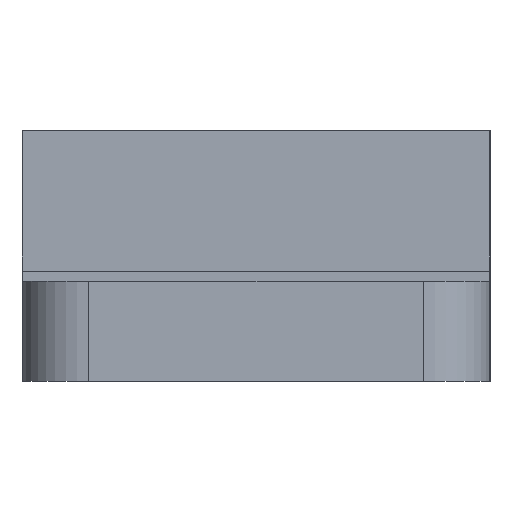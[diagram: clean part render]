
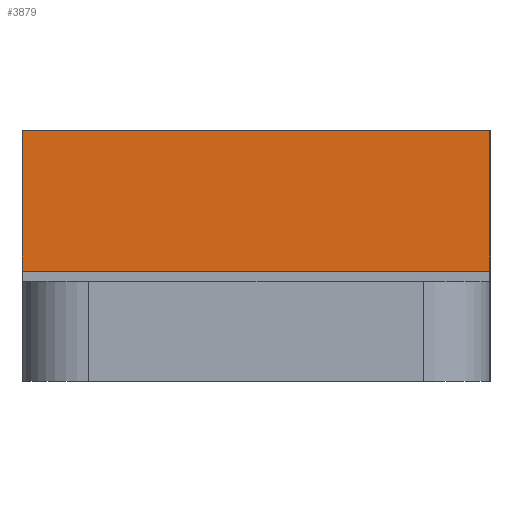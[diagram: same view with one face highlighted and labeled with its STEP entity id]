
A CAD part, left-side view. The second image highlights one B-rep face of the part: STEP entity #3879.
In plain terms, the highlighted planar face has unit normal (-1, 0, 0).
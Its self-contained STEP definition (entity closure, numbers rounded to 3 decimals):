
#170 = PLANE('',#171);
#171 = AXIS2_PLACEMENT_3D('',#172,#173,#174);
#172 = CARTESIAN_POINT('',(22.971,7.,2.474));
#173 = DIRECTION('',(0.,1.,0.));
#174 = DIRECTION('',(0.,0.,1.));
#249 = PLANE('',#250);
#250 = AXIS2_PLACEMENT_3D('',#251,#252,#253);
#251 = CARTESIAN_POINT('',(22.971,-7.,2.474));
#252 = DIRECTION('',(0.,1.,0.));
#253 = DIRECTION('',(1.,0.,0.));
#790 = VERTEX_POINT('',#791);
#791 = CARTESIAN_POINT('',(9.5,7.,3.3));
#805 = PLANE('',#806);
#806 = AXIS2_PLACEMENT_3D('',#807,#808,#809);
#807 = CARTESIAN_POINT('',(7.,7.,3.3));
#808 = DIRECTION('',(0.,0.,1.));
#809 = DIRECTION('',(1.,0.,0.));
#817 = EDGE_CURVE('',#790,#818,#820,.T.);
#818 = VERTEX_POINT('',#819);
#819 = CARTESIAN_POINT('',(9.5,7.,7.5));
#820 = SURFACE_CURVE('',#821,(#825,#832),.PCURVE_S1.);
#821 = LINE('',#822,#823);
#822 = CARTESIAN_POINT('',(9.5,7.,3.3));
#823 = VECTOR('',#824,1.);
#824 = DIRECTION('',(0.,0.,1.));
#825 = PCURVE('',#170,#826);
#826 = DEFINITIONAL_REPRESENTATION('',(#827),#831);
#827 = LINE('',#828,#829);
#828 = CARTESIAN_POINT('',(0.826,-13.471));
#829 = VECTOR('',#830,1.);
#830 = DIRECTION('',(1.,0.));
#831 = ( GEOMETRIC_REPRESENTATION_CONTEXT(2) 
PARAMETRIC_REPRESENTATION_CONTEXT() REPRESENTATION_CONTEXT('2D SPACE',''
  ) );
#832 = PCURVE('',#833,#838);
#833 = PLANE('',#834);
#834 = AXIS2_PLACEMENT_3D('',#835,#836,#837);
#835 = CARTESIAN_POINT('',(9.5,7.,3.3));
#836 = DIRECTION('',(-1.,0.,0.));
#837 = DIRECTION('',(0.,0.,1.));
#838 = DEFINITIONAL_REPRESENTATION('',(#839),#843);
#839 = LINE('',#840,#841);
#840 = CARTESIAN_POINT('',(0.,0.));
#841 = VECTOR('',#842,1.);
#842 = DIRECTION('',(1.,0.));
#843 = ( GEOMETRIC_REPRESENTATION_CONTEXT(2) 
PARAMETRIC_REPRESENTATION_CONTEXT() REPRESENTATION_CONTEXT('2D SPACE',''
  ) );
#861 = PLANE('',#862);
#862 = AXIS2_PLACEMENT_3D('',#863,#864,#865);
#863 = CARTESIAN_POINT('',(9.5,7.,7.5));
#864 = DIRECTION('',(0.,0.,1.));
#865 = DIRECTION('',(1.,0.,0.));
#2184 = VERTEX_POINT('',#2185);
#2185 = CARTESIAN_POINT('',(9.5,-7.,3.3));
#2206 = EDGE_CURVE('',#2184,#2207,#2209,.T.);
#2207 = VERTEX_POINT('',#2208);
#2208 = CARTESIAN_POINT('',(9.5,-7.,7.5));
#2209 = SURFACE_CURVE('',#2210,(#2214,#2221),.PCURVE_S1.);
#2210 = LINE('',#2211,#2212);
#2211 = CARTESIAN_POINT('',(9.5,-7.,3.3));
#2212 = VECTOR('',#2213,1.);
#2213 = DIRECTION('',(0.,0.,1.));
#2214 = PCURVE('',#249,#2215);
#2215 = DEFINITIONAL_REPRESENTATION('',(#2216),#2220);
#2216 = LINE('',#2217,#2218);
#2217 = CARTESIAN_POINT('',(-13.471,-0.826));
#2218 = VECTOR('',#2219,1.);
#2219 = DIRECTION('',(0.,-1.));
#2220 = ( GEOMETRIC_REPRESENTATION_CONTEXT(2) 
PARAMETRIC_REPRESENTATION_CONTEXT() REPRESENTATION_CONTEXT('2D SPACE',''
  ) );
#2221 = PCURVE('',#833,#2222);
#2222 = DEFINITIONAL_REPRESENTATION('',(#2223),#2227);
#2223 = LINE('',#2224,#2225);
#2224 = CARTESIAN_POINT('',(0.,-14.));
#2225 = VECTOR('',#2226,1.);
#2226 = DIRECTION('',(1.,0.));
#2227 = ( GEOMETRIC_REPRESENTATION_CONTEXT(2) 
PARAMETRIC_REPRESENTATION_CONTEXT() REPRESENTATION_CONTEXT('2D SPACE',''
  ) );
#3809 = EDGE_CURVE('',#790,#2184,#3810,.T.);
#3810 = SURFACE_CURVE('',#3811,(#3815,#3822),.PCURVE_S1.);
#3811 = LINE('',#3812,#3813);
#3812 = CARTESIAN_POINT('',(9.5,7.,3.3));
#3813 = VECTOR('',#3814,1.);
#3814 = DIRECTION('',(0.,-1.,0.));
#3815 = PCURVE('',#805,#3816);
#3816 = DEFINITIONAL_REPRESENTATION('',(#3817),#3821);
#3817 = LINE('',#3818,#3819);
#3818 = CARTESIAN_POINT('',(2.5,0.));
#3819 = VECTOR('',#3820,1.);
#3820 = DIRECTION('',(0.,-1.));
#3821 = ( GEOMETRIC_REPRESENTATION_CONTEXT(2) 
PARAMETRIC_REPRESENTATION_CONTEXT() REPRESENTATION_CONTEXT('2D SPACE',''
  ) );
#3822 = PCURVE('',#833,#3823);
#3823 = DEFINITIONAL_REPRESENTATION('',(#3824),#3828);
#3824 = LINE('',#3825,#3826);
#3825 = CARTESIAN_POINT('',(0.,0.));
#3826 = VECTOR('',#3827,1.);
#3827 = DIRECTION('',(0.,-1.));
#3828 = ( GEOMETRIC_REPRESENTATION_CONTEXT(2) 
PARAMETRIC_REPRESENTATION_CONTEXT() REPRESENTATION_CONTEXT('2D SPACE',''
  ) );
#3879 = ADVANCED_FACE('',(#3880),#833,.T.);
#3880 = FACE_BOUND('',#3881,.T.);
#3881 = EDGE_LOOP('',(#3882,#3883,#3884,#3905));
#3882 = ORIENTED_EDGE('',*,*,#3809,.T.);
#3883 = ORIENTED_EDGE('',*,*,#2206,.T.);
#3884 = ORIENTED_EDGE('',*,*,#3885,.F.);
#3885 = EDGE_CURVE('',#818,#2207,#3886,.T.);
#3886 = SURFACE_CURVE('',#3887,(#3891,#3898),.PCURVE_S1.);
#3887 = LINE('',#3888,#3889);
#3888 = CARTESIAN_POINT('',(9.5,7.,7.5));
#3889 = VECTOR('',#3890,1.);
#3890 = DIRECTION('',(0.,-1.,0.));
#3891 = PCURVE('',#833,#3892);
#3892 = DEFINITIONAL_REPRESENTATION('',(#3893),#3897);
#3893 = LINE('',#3894,#3895);
#3894 = CARTESIAN_POINT('',(4.2,0.));
#3895 = VECTOR('',#3896,1.);
#3896 = DIRECTION('',(0.,-1.));
#3897 = ( GEOMETRIC_REPRESENTATION_CONTEXT(2) 
PARAMETRIC_REPRESENTATION_CONTEXT() REPRESENTATION_CONTEXT('2D SPACE',''
  ) );
#3898 = PCURVE('',#861,#3899);
#3899 = DEFINITIONAL_REPRESENTATION('',(#3900),#3904);
#3900 = LINE('',#3901,#3902);
#3901 = CARTESIAN_POINT('',(0.,0.));
#3902 = VECTOR('',#3903,1.);
#3903 = DIRECTION('',(0.,-1.));
#3904 = ( GEOMETRIC_REPRESENTATION_CONTEXT(2) 
PARAMETRIC_REPRESENTATION_CONTEXT() REPRESENTATION_CONTEXT('2D SPACE',''
  ) );
#3905 = ORIENTED_EDGE('',*,*,#817,.F.);
